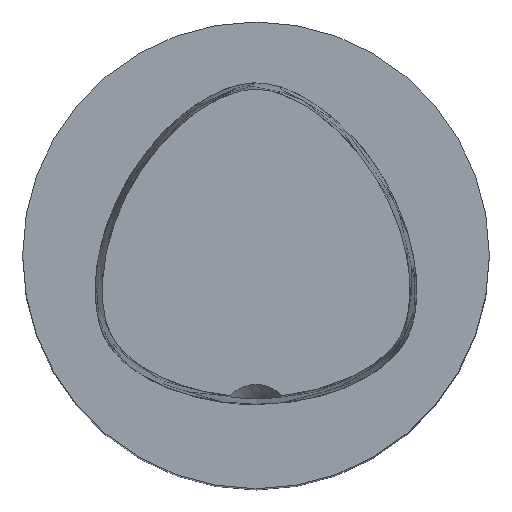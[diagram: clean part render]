
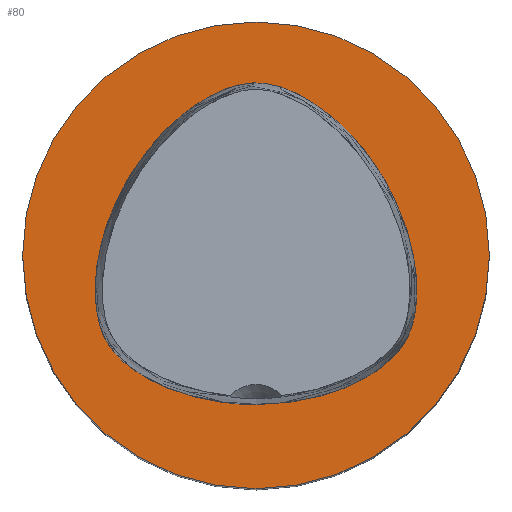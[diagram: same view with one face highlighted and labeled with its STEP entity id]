
A CAD part, top view. The second image highlights one B-rep face of the part: STEP entity #80.
In plain terms, the highlighted planar face has unit normal (0, 0, 1).
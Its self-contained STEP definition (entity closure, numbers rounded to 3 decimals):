
#42=PLANE('',#283);
#59=FACE_BOUND('',#110,.T.);
#60=FACE_BOUND('',#111,.T.);
#80=ADVANCED_FACE('',(#59,#60),#42,.F.);
#110=EDGE_LOOP('',(#172));
#111=EDGE_LOOP('',(#173));
#121=CIRCLE('',#282,40.);
#172=ORIENTED_EDGE('',*,*,#224,.F.);
#173=ORIENTED_EDGE('',*,*,#222,.F.);
#196=VERTEX_POINT('',#1458);
#197=VERTEX_POINT('',#1593);
#222=EDGE_CURVE('',#196,#196,#240,.T.);
#224=EDGE_CURVE('',#197,#197,#121,.T.);
#240=B_SPLINE_CURVE_WITH_KNOTS('',3,(#1396,#1397,#1398,#1399,#1400,#1401,
#1402,#1403,#1404,#1405,#1406,#1407,#1408,#1409,#1410,#1411,#1412,#1413,
#1414,#1415,#1416,#1417,#1418,#1419,#1420,#1421,#1422,#1423,#1424,#1425,
#1426,#1427,#1428,#1429,#1430,#1431,#1432,#1433,#1434,#1435,#1436,#1437,
#1438,#1439,#1440,#1441,#1442,#1443,#1444,#1445,#1446,#1447,#1448,#1449,
#1450,#1451,#1452,#1453,#1454,#1455,#1456,#1457),.UNSPECIFIED.,.T.,.F.,
(2,2,2,2,2,2,2,2,2,2,2,2,2,2,2,2,2,2,2,2,2,2,2,2,2,2,2,2,2,2,2,2,2),(-0.071,
0.,0.071,0.107,0.125,0.143,
0.161,0.179,0.196,0.214,
0.25,0.286,0.333,0.381,
0.429,0.452,0.464,0.476,
0.5,0.524,0.571,0.619,
0.667,0.714,0.762,0.81,
0.833,0.857,0.875,0.893,
0.929,1.,1.071),.UNSPECIFIED.);
#282=AXIS2_PLACEMENT_3D('',#1592,#328,#329);
#283=AXIS2_PLACEMENT_3D('',#1594,#330,#331);
#328=DIRECTION('',(0.,0.,-1.));
#329=DIRECTION('',(-1.,0.,0.));
#330=DIRECTION('',(0.,0.,-1.));
#331=DIRECTION('',(0.,-1.,0.));
#1396=CARTESIAN_POINT('',(-5.062,-25.58,0.));
#1397=CARTESIAN_POINT('',(5.062,-25.58,0.));
#1398=CARTESIAN_POINT('',(10.126,-24.653,0.));
#1399=CARTESIAN_POINT('',(16.5,-22.248,0.));
#1400=CARTESIAN_POINT('',(18.421,-21.277,0.));
#1401=CARTESIAN_POINT('',(20.859,-19.712,0.));
#1402=CARTESIAN_POINT('',(21.598,-19.173,0.));
#1403=CARTESIAN_POINT('',(22.914,-18.082,0.));
#1404=CARTESIAN_POINT('',(23.492,-17.53,0.));
#1405=CARTESIAN_POINT('',(24.488,-16.438,0.));
#1406=CARTESIAN_POINT('',(24.907,-15.897,0.));
#1407=CARTESIAN_POINT('',(25.632,-14.792,0.));
#1408=CARTESIAN_POINT('',(25.938,-14.226,0.));
#1409=CARTESIAN_POINT('',(26.481,-12.983,0.));
#1410=CARTESIAN_POINT('',(26.718,-12.304,0.));
#1411=CARTESIAN_POINT('',(27.116,-10.803,0.));
#1412=CARTESIAN_POINT('',(27.277,-9.981,0.));
#1413=CARTESIAN_POINT('',(27.614,-7.324,0.));
#1414=CARTESIAN_POINT('',(27.643,-5.296,0.));
#1415=CARTESIAN_POINT('',(27.225,-0.968,0.));
#1416=CARTESIAN_POINT('',(26.777,1.332,0.));
#1417=CARTESIAN_POINT('',(25.174,6.742,0.));
#1418=CARTESIAN_POINT('',(23.832,9.866,0.));
#1419=CARTESIAN_POINT('',(20.458,15.715,0.));
#1420=CARTESIAN_POINT('',(18.427,18.44,0.));
#1421=CARTESIAN_POINT('',(13.99,23.113,0.));
#1422=CARTESIAN_POINT('',(11.584,25.061,0.));
#1423=CARTESIAN_POINT('',(8.071,27.214,0.));
#1424=CARTESIAN_POINT('',(6.915,27.803,0.));
#1425=CARTESIAN_POINT('',(5.268,28.493,0.));
#1426=CARTESIAN_POINT('',(4.734,28.691,0.));
#1427=CARTESIAN_POINT('',(3.697,29.023,0.));
#1428=CARTESIAN_POINT('',(3.194,29.159,0.));
#1429=CARTESIAN_POINT('',(1.752,29.476,0.));
#1430=CARTESIAN_POINT('',(0.875,29.569,0.));
#1431=CARTESIAN_POINT('',(-0.879,29.573,0.));
#1432=CARTESIAN_POINT('',(-1.755,29.483,0.));
#1433=CARTESIAN_POINT('',(-4.642,28.849,0.));
#1434=CARTESIAN_POINT('',(-6.907,27.941,0.));
#1435=CARTESIAN_POINT('',(-11.579,25.074,0.));
#1436=CARTESIAN_POINT('',(-13.986,23.116,0.));
#1437=CARTESIAN_POINT('',(-18.427,18.435,0.));
#1438=CARTESIAN_POINT('',(-20.46,15.713,0.));
#1439=CARTESIAN_POINT('',(-23.835,9.869,0.));
#1440=CARTESIAN_POINT('',(-25.177,6.748,0.));
#1441=CARTESIAN_POINT('',(-27.006,0.562,0.));
#1442=CARTESIAN_POINT('',(-27.493,-2.503,0.));
#1443=CARTESIAN_POINT('',(-27.639,-7.988,0.));
#1444=CARTESIAN_POINT('',(-27.297,-10.408,0.));
#1445=CARTESIAN_POINT('',(-26.41,-13.226,0.));
#1446=CARTESIAN_POINT('',(-26.052,-14.03,0.));
#1447=CARTESIAN_POINT('',(-25.175,-15.546,0.));
#1448=CARTESIAN_POINT('',(-24.655,-16.258,0.));
#1449=CARTESIAN_POINT('',(-23.494,-17.53,0.));
#1450=CARTESIAN_POINT('',(-22.914,-18.083,0.));
#1451=CARTESIAN_POINT('',(-21.597,-19.175,0.));
#1452=CARTESIAN_POINT('',(-20.859,-19.714,0.));
#1453=CARTESIAN_POINT('',(-18.422,-21.276,0.));
#1454=CARTESIAN_POINT('',(-16.499,-22.247,0.));
#1455=CARTESIAN_POINT('',(-10.123,-24.651,0.));
#1456=CARTESIAN_POINT('',(-5.062,-25.58,0.));
#1457=CARTESIAN_POINT('',(5.062,-25.58,0.));
#1458=CARTESIAN_POINT('',(0.,-25.58,0.));
#1592=CARTESIAN_POINT('',(0.,0.,0.));
#1593=CARTESIAN_POINT('',(40.,0.,0.));
#1594=CARTESIAN_POINT('',(0.,0.,0.));
